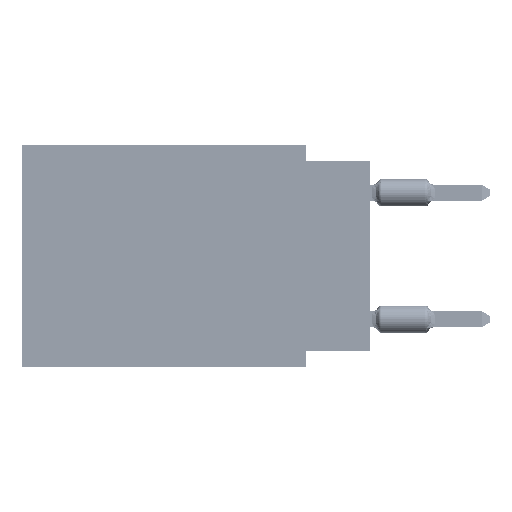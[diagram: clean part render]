
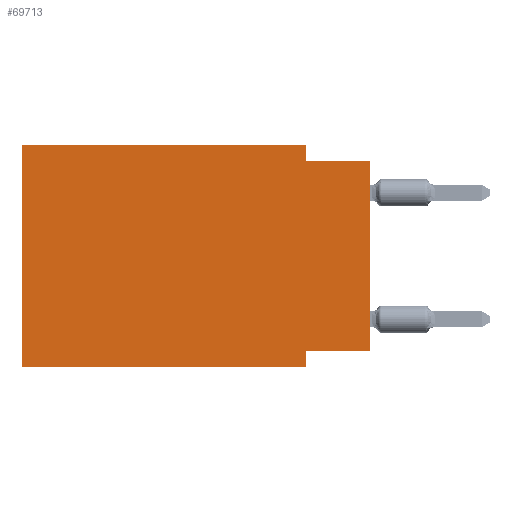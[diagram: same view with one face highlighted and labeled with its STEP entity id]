
A CAD part, left-side view. The second image highlights one B-rep face of the part: STEP entity #69713.
In plain terms, the highlighted planar face has unit normal (-1, 0, 0).
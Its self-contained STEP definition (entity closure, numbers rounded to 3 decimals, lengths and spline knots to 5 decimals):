
#497 = LINE ( 'NONE', #31374, #29300 ) ;
#1487 = ORIENTED_EDGE ( 'NONE', *, *, #5873, .F. ) ;
#2946 = VERTEX_POINT ( 'NONE', #42094 ) ;
#2955 = VECTOR ( 'NONE', #52682, 39.37008 ) ;
#3493 = VECTOR ( 'NONE', #36890, 39.37008 ) ;
#5873 = EDGE_CURVE ( 'NONE', #92774, #70857, #45098, .T. ) ;
#6921 = ORIENTED_EDGE ( 'NONE', *, *, #56011, .T. ) ;
#7877 = DIRECTION ( 'NONE',  ( 0., 0., -1. ) ) ;
#8820 = DIRECTION ( 'NONE',  ( 0., -1., 0. ) ) ;
#9275 = VECTOR ( 'NONE', #15735, 39.37008 ) ;
#9357 = VECTOR ( 'NONE', #89606, 39.37008 ) ;
#11932 = LINE ( 'NONE', #88860, #40507 ) ;
#12104 = LINE ( 'NONE', #18678, #28152 ) ;
#12753 = CARTESIAN_POINT ( 'NONE',  ( 0., 0.55, 0. ) ) ;
#15735 = DIRECTION ( 'NONE',  ( 0., 1., 0. ) ) ;
#18678 = CARTESIAN_POINT ( 'NONE',  ( 0., 0.1, -0.35 ) ) ;
#19513 = DIRECTION ( 'NONE',  ( 0., -1., 0. ) ) ;
#21150 = EDGE_CURVE ( 'NONE', #67811, #84729, #497, .T. ) ;
#23498 = ORIENTED_EDGE ( 'NONE', *, *, #49061, .F. ) ;
#24500 = EDGE_CURVE ( 'NONE', #2946, #48442, #12104, .T. ) ;
#27113 = ORIENTED_EDGE ( 'NONE', *, *, #72085, .T. ) ;
#28152 = VECTOR ( 'NONE', #35374, 39.37008 ) ;
#29300 = VECTOR ( 'NONE', #38469, 39.37008 ) ;
#31374 = CARTESIAN_POINT ( 'NONE',  ( 0., 0.1, 0. ) ) ;
#32158 = DIRECTION ( 'NONE',  ( 1., 0., 0. ) ) ;
#34288 = AXIS2_PLACEMENT_3D ( 'NONE', #93413, #32158, #7877 ) ;
#35374 = DIRECTION ( 'NONE',  ( 0., 0., -1. ) ) ;
#36224 = VERTEX_POINT ( 'NONE', #91996 ) ;
#36890 = DIRECTION ( 'NONE',  ( 0., -1., 0. ) ) ;
#38469 = DIRECTION ( 'NONE',  ( 0., 0., -1. ) ) ;
#40507 = VECTOR ( 'NONE', #19513, 39.37008 ) ;
#42094 = CARTESIAN_POINT ( 'NONE',  ( 0., 0.1, -0.325 ) ) ;
#42314 = VECTOR ( 'NONE', #8820, 39.37008 ) ;
#43474 = CARTESIAN_POINT ( 'NONE',  ( 0., 0., -0.325 ) ) ;
#45098 = LINE ( 'NONE', #12753, #2955 ) ;
#47285 = CARTESIAN_POINT ( 'NONE',  ( 0., 0.55, -0.35 ) ) ;
#48442 = VERTEX_POINT ( 'NONE', #73157 ) ;
#49061 = EDGE_CURVE ( 'NONE', #75161, #2946, #74023, .T. ) ;
#50064 = CARTESIAN_POINT ( 'NONE',  ( 0., 0.1, -0.025 ) ) ;
#52078 = LINE ( 'NONE', #67760, #3493 ) ;
#52682 = DIRECTION ( 'NONE',  ( 0., 0., 1. ) ) ;
#52935 = CARTESIAN_POINT ( 'NONE',  ( 0., 0.55, 0. ) ) ;
#53011 = ORIENTED_EDGE ( 'NONE', *, *, #69185, .F. ) ;
#56011 = EDGE_CURVE ( 'NONE', #92774, #48442, #84749, .T. ) ;
#58715 = CARTESIAN_POINT ( 'NONE',  ( 0., 0., 0. ) ) ;
#61017 = FACE_OUTER_BOUND ( 'NONE', #96866, .T. ) ;
#61097 = ORIENTED_EDGE ( 'NONE', *, *, #24500, .F. ) ;
#67573 = EDGE_CURVE ( 'NONE', #84729, #36224, #11932, .T. ) ;
#67760 = CARTESIAN_POINT ( 'NONE',  ( 0., 0.55, 0. ) ) ;
#67811 = VERTEX_POINT ( 'NONE', #93215 ) ;
#69185 = EDGE_CURVE ( 'NONE', #70857, #67811, #52078, .T. ) ;
#69713 = ADVANCED_FACE ( 'NONE', ( #61017 ), #100006, .F. ) ;
#70857 = VERTEX_POINT ( 'NONE', #52935 ) ;
#72085 = EDGE_CURVE ( 'NONE', #75161, #36224, #97710, .T. ) ;
#73157 = CARTESIAN_POINT ( 'NONE',  ( 0., 0.1, -0.35 ) ) ;
#74023 = LINE ( 'NONE', #85080, #9275 ) ;
#75161 = VERTEX_POINT ( 'NONE', #43474 ) ;
#84729 = VERTEX_POINT ( 'NONE', #50064 ) ;
#84749 = LINE ( 'NONE', #47285, #42314 ) ;
#85080 = CARTESIAN_POINT ( 'NONE',  ( 0., 0., -0.325 ) ) ;
#88860 = CARTESIAN_POINT ( 'NONE',  ( 0., 0., -0.025 ) ) ;
#89606 = DIRECTION ( 'NONE',  ( 0., 0., 1. ) ) ;
#91723 = ORIENTED_EDGE ( 'NONE', *, *, #21150, .F. ) ;
#91996 = CARTESIAN_POINT ( 'NONE',  ( 0., 0., -0.025 ) ) ;
#92774 = VERTEX_POINT ( 'NONE', #96784 ) ;
#93215 = CARTESIAN_POINT ( 'NONE',  ( 0., 0.1, 0. ) ) ;
#93413 = CARTESIAN_POINT ( 'NONE',  ( 0., 0.55, 0. ) ) ;
#96784 = CARTESIAN_POINT ( 'NONE',  ( 0., 0.55, -0.35 ) ) ;
#96866 = EDGE_LOOP ( 'NONE', ( #27113, #98941, #91723, #53011, #1487, #6921, #61097, #23498 ) ) ;
#97710 = LINE ( 'NONE', #58715, #9357 ) ;
#98941 = ORIENTED_EDGE ( 'NONE', *, *, #67573, .F. ) ;
#100006 = PLANE ( 'NONE',  #34288 ) ;
